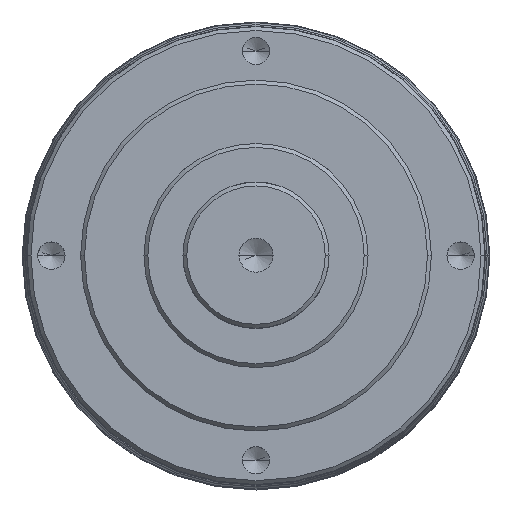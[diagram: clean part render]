
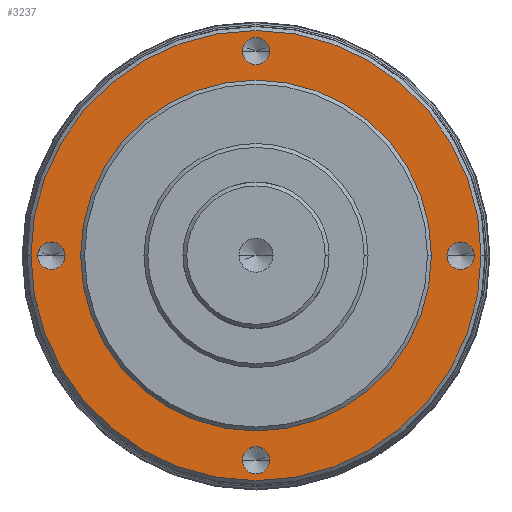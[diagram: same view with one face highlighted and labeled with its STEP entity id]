
A CAD part, top view. The second image highlights one B-rep face of the part: STEP entity #3237.
In plain terms, the highlighted planar face has unit normal (0, 0, 1).
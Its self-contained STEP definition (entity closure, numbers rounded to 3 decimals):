
#94=CARTESIAN_POINT('',(0.,105.,331.));
#95=DIRECTION('',(0.,0.,-1.));
#96=DIRECTION('',(1.,0.,0.));
#97=AXIS2_PLACEMENT_3D('',#94,#95,#96);
#99=CARTESIAN_POINT('',(0.,105.,331.));
#100=DIRECTION('',(0.,0.,-1.));
#101=DIRECTION('',(-1.,0.,0.));
#102=AXIS2_PLACEMENT_3D('',#99,#100,#101);
#104=CARTESIAN_POINT('',(105.,0.,331.));
#105=DIRECTION('',(0.,0.,-1.));
#106=DIRECTION('',(1.,0.,0.));
#107=AXIS2_PLACEMENT_3D('',#104,#105,#106);
#109=CARTESIAN_POINT('',(105.,0.,331.));
#110=DIRECTION('',(0.,0.,-1.));
#111=DIRECTION('',(-1.,0.,0.));
#112=AXIS2_PLACEMENT_3D('',#109,#110,#111);
#114=CARTESIAN_POINT('',(0.,-105.,331.));
#115=DIRECTION('',(0.,0.,-1.));
#116=DIRECTION('',(1.,0.,0.));
#117=AXIS2_PLACEMENT_3D('',#114,#115,#116);
#119=CARTESIAN_POINT('',(0.,-105.,331.));
#120=DIRECTION('',(0.,0.,-1.));
#121=DIRECTION('',(-1.,0.,0.));
#122=AXIS2_PLACEMENT_3D('',#119,#120,#121);
#124=CARTESIAN_POINT('',(-105.,0.,331.));
#125=DIRECTION('',(0.,0.,-1.));
#126=DIRECTION('',(1.,0.,0.));
#127=AXIS2_PLACEMENT_3D('',#124,#125,#126);
#129=CARTESIAN_POINT('',(-105.,0.,331.));
#130=DIRECTION('',(0.,0.,-1.));
#131=DIRECTION('',(-1.,0.,0.));
#132=AXIS2_PLACEMENT_3D('',#129,#130,#131);
#134=CARTESIAN_POINT('',(0.,0.,331.));
#135=DIRECTION('',(0.,0.,1.));
#136=DIRECTION('',(1.,0.,0.));
#137=AXIS2_PLACEMENT_3D('',#134,#135,#136);
#139=CARTESIAN_POINT('',(0.,0.,331.));
#140=DIRECTION('',(0.,0.,1.));
#141=DIRECTION('',(-1.,0.,0.));
#142=AXIS2_PLACEMENT_3D('',#139,#140,#141);
#144=CARTESIAN_POINT('',(0.,0.,331.));
#145=DIRECTION('',(0.,0.,-1.));
#146=DIRECTION('',(1.,0.,0.));
#147=AXIS2_PLACEMENT_3D('',#144,#145,#146);
#149=CARTESIAN_POINT('',(0.,0.,331.));
#150=DIRECTION('',(0.,0.,-1.));
#151=DIRECTION('',(-1.,0.,0.));
#152=AXIS2_PLACEMENT_3D('',#149,#150,#151);
#2675=CARTESIAN_POINT('',(-7.,105.,331.));
#2677=VERTEX_POINT('',#2675);
#2679=CARTESIAN_POINT('',(7.,105.,331.));
#2681=VERTEX_POINT('',#2679);
#2726=CARTESIAN_POINT('',(-90.,0.,331.));
#2728=VERTEX_POINT('',#2726);
#2730=CARTESIAN_POINT('',(90.,0.,331.));
#2732=VERTEX_POINT('',#2730);
#2766=CARTESIAN_POINT('',(-115.5,0.,331.));
#2767=VERTEX_POINT('',#2766);
#2768=CARTESIAN_POINT('',(115.5,0.,331.));
#2769=VERTEX_POINT('',#2768);
#2796=CARTESIAN_POINT('',(-112.,0.,331.));
#2797=VERTEX_POINT('',#2796);
#2798=CARTESIAN_POINT('',(-98.,0.,331.));
#2799=VERTEX_POINT('',#2798);
#2880=CARTESIAN_POINT('',(-7.,-105.,331.));
#2881=VERTEX_POINT('',#2880);
#2882=CARTESIAN_POINT('',(7.,-105.,331.));
#2883=VERTEX_POINT('',#2882);
#2890=CARTESIAN_POINT('',(98.,0.,331.));
#2891=VERTEX_POINT('',#2890);
#2892=CARTESIAN_POINT('',(112.,0.,331.));
#2893=VERTEX_POINT('',#2892);
#3198=CARTESIAN_POINT('',(0.,0.,331.));
#3199=DIRECTION('',(0.,0.,1.));
#3200=DIRECTION('',(1.,0.,0.));
#3201=AXIS2_PLACEMENT_3D('',#3198,#3199,#3200);
#3202=PLANE('',#3201);
#3204=ORIENTED_EDGE('',*,*,#3203,.F.);
#3206=ORIENTED_EDGE('',*,*,#3205,.F.);
#3207=EDGE_LOOP('',(#3204,#3206));
#3208=FACE_OUTER_BOUND('',#3207,.F.);
#3210=ORIENTED_EDGE('',*,*,#3209,.F.);
#3212=ORIENTED_EDGE('',*,*,#3211,.F.);
#3213=EDGE_LOOP('',(#3210,#3212));
#3214=FACE_BOUND('',#3213,.F.);
#3216=ORIENTED_EDGE('',*,*,#3215,.F.);
#3218=ORIENTED_EDGE('',*,*,#3217,.F.);
#3219=EDGE_LOOP('',(#3216,#3218));
#3220=FACE_BOUND('',#3219,.F.);
#3222=ORIENTED_EDGE('',*,*,#3221,.F.);
#3224=ORIENTED_EDGE('',*,*,#3223,.F.);
#3225=EDGE_LOOP('',(#3222,#3224));
#3226=FACE_BOUND('',#3225,.F.);
#3228=ORIENTED_EDGE('',*,*,#3227,.F.);
#3230=ORIENTED_EDGE('',*,*,#3229,.F.);
#3231=EDGE_LOOP('',(#3228,#3230));
#3232=FACE_BOUND('',#3231,.F.);
#3233=ORIENTED_EDGE('',*,*,#3178,.F.);
#3234=ORIENTED_EDGE('',*,*,#3192,.F.);
#3235=EDGE_LOOP('',(#3233,#3234));
#3236=FACE_BOUND('',#3235,.F.);
#3237=ADVANCED_FACE('',(#3208,#3214,#3220,#3226,#3232,#3236),#3202,.T.);
#98=CIRCLE('',#97,7.);
#103=CIRCLE('',#102,7.);
#108=CIRCLE('',#107,7.);
#113=CIRCLE('',#112,7.);
#118=CIRCLE('',#117,7.);
#123=CIRCLE('',#122,7.);
#128=CIRCLE('',#127,7.);
#133=CIRCLE('',#132,7.);
#138=CIRCLE('',#137,115.5);
#143=CIRCLE('',#142,115.5);
#148=CIRCLE('',#147,90.);
#153=CIRCLE('',#152,90.);
#3178=EDGE_CURVE('',#2732,#2728,#148,.T.);
#3192=EDGE_CURVE('',#2728,#2732,#153,.T.);
#3203=EDGE_CURVE('',#2769,#2767,#138,.T.);
#3205=EDGE_CURVE('',#2767,#2769,#143,.T.);
#3209=EDGE_CURVE('',#2893,#2891,#108,.T.);
#3211=EDGE_CURVE('',#2891,#2893,#113,.T.);
#3215=EDGE_CURVE('',#2883,#2881,#118,.T.);
#3217=EDGE_CURVE('',#2881,#2883,#123,.T.);
#3221=EDGE_CURVE('',#2799,#2797,#128,.T.);
#3223=EDGE_CURVE('',#2797,#2799,#133,.T.);
#3227=EDGE_CURVE('',#2681,#2677,#98,.T.);
#3229=EDGE_CURVE('',#2677,#2681,#103,.T.);
